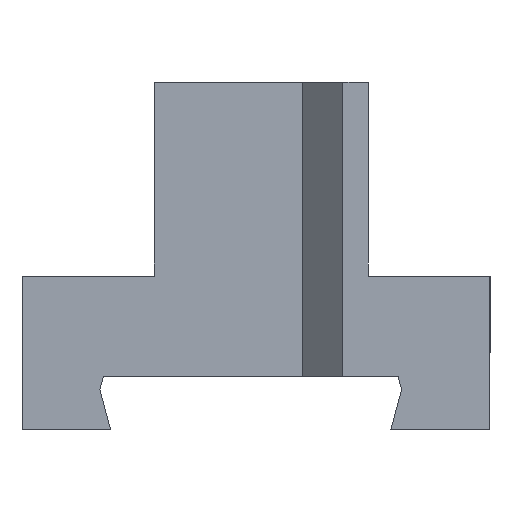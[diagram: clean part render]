
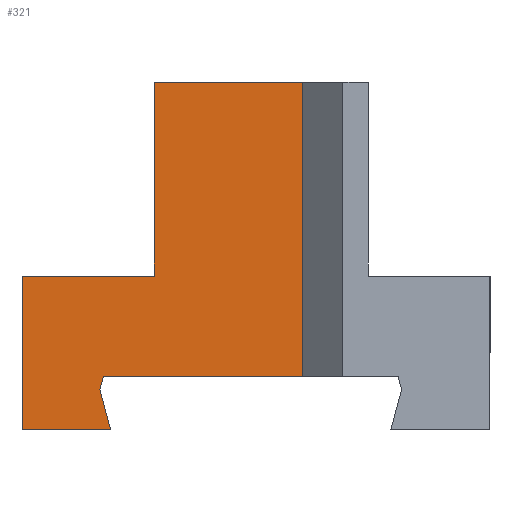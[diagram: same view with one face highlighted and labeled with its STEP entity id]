
A CAD part, left-side view. The second image highlights one B-rep face of the part: STEP entity #321.
In plain terms, the highlighted planar face has unit normal (-1, 0, 0).
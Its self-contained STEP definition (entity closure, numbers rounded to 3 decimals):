
#6 = DIRECTION ( 'NONE',  ( 1., 0., 0. ) ) ;
#13 = LINE ( 'NONE', #436, #290 ) ;
#20 = VECTOR ( 'NONE', #86, 1000. ) ;
#28 = PLANE ( 'NONE',  #396 ) ;
#46 = CARTESIAN_POINT ( 'NONE',  ( -69., -6.2, -72.497 ) ) ;
#55 = CARTESIAN_POINT ( 'NONE',  ( -69., 23.626, -15. ) ) ;
#66 = EDGE_CURVE ( 'NONE', #648, #101, #423, .T. ) ;
#75 = VERTEX_POINT ( 'NONE', #165 ) ;
#86 = DIRECTION ( 'NONE',  ( 0., 0., 1. ) ) ;
#97 = VECTOR ( 'NONE', #318, 1000. ) ;
#101 = VERTEX_POINT ( 'NONE', #555 ) ;
#114 = CARTESIAN_POINT ( 'NONE',  ( -69., 23.626, -15. ) ) ;
#117 = CARTESIAN_POINT ( 'NONE',  ( -69., 16., 29. ) ) ;
#140 = LINE ( 'NONE', #388, #653 ) ;
#149 = EDGE_CURVE ( 'NONE', #454, #648, #523, .T. ) ;
#157 = CARTESIAN_POINT ( 'NONE',  ( -69., 22.554, -23. ) ) ;
#158 = FACE_OUTER_BOUND ( 'NONE', #236, .T. ) ;
#165 = CARTESIAN_POINT ( 'NONE',  ( -69., -6.2, -15. ) ) ;
#174 = CARTESIAN_POINT ( 'NONE',  ( -69., 35.8, -23. ) ) ;
#182 = EDGE_CURVE ( 'NONE', #75, #243, #373, .T. ) ;
#187 = LINE ( 'NONE', #117, #20 ) ;
#190 = VERTEX_POINT ( 'NONE', #300 ) ;
#211 = CARTESIAN_POINT ( 'NONE',  ( -69., -6.2, 29. ) ) ;
#222 = DIRECTION ( 'NONE',  ( 0., 1., 0. ) ) ;
#234 = DIRECTION ( 'NONE',  ( 0., 0., 1. ) ) ;
#236 = EDGE_LOOP ( 'NONE', ( #363, #371, #376, #387, #420, #488, #519, #537, #581 ) ) ;
#243 = VERTEX_POINT ( 'NONE', #211 ) ;
#290 = VECTOR ( 'NONE', #234, 1000. ) ;
#291 = VECTOR ( 'NONE', #594, 1000. ) ;
#299 = EDGE_CURVE ( 'NONE', #517, #497, #187, .T. ) ;
#300 = CARTESIAN_POINT ( 'NONE',  ( -69., 35.8, 0. ) ) ;
#318 = DIRECTION ( 'NONE',  ( 0., 0., 1. ) ) ;
#321 = ADVANCED_FACE ( 'NONE', ( #158 ), #28, .F. ) ;
#334 = DIRECTION ( 'NONE',  ( 0., -1., 0. ) ) ;
#335 = LINE ( 'NONE', #482, #557 ) ;
#354 = EDGE_CURVE ( 'NONE', #467, #101, #140, .T. ) ;
#360 = CARTESIAN_POINT ( 'NONE',  ( -69., -6.2, -72.497 ) ) ;
#363 = ORIENTED_EDGE ( 'NONE', *, *, #182, .T. ) ;
#371 = ORIENTED_EDGE ( 'NONE', *, *, #592, .F. ) ;
#373 = LINE ( 'NONE', #360, #97 ) ;
#376 = ORIENTED_EDGE ( 'NONE', *, *, #299, .F. ) ;
#379 = CARTESIAN_POINT ( 'NONE',  ( -69., 16., 29. ) ) ;
#387 = ORIENTED_EDGE ( 'NONE', *, *, #550, .F. ) ;
#388 = CARTESIAN_POINT ( 'NONE',  ( -69., -6.2, -23. ) ) ;
#389 = CARTESIAN_POINT ( 'NONE',  ( -69., -6.2, 29. ) ) ;
#396 = AXIS2_PLACEMENT_3D ( 'NONE', #46, #6, #535 ) ;
#420 = ORIENTED_EDGE ( 'NONE', *, *, #556, .F. ) ;
#423 = LINE ( 'NONE', #157, #291 ) ;
#427 = DIRECTION ( 'NONE',  ( 0., -1., 0. ) ) ;
#436 = CARTESIAN_POINT ( 'NONE',  ( -69., 35.8, 0. ) ) ;
#442 = DIRECTION ( 'NONE',  ( 0., -1., 0. ) ) ;
#454 = VERTEX_POINT ( 'NONE', #114 ) ;
#455 = DIRECTION ( 'NONE',  ( 0., 0.259, -0.966 ) ) ;
#459 = CARTESIAN_POINT ( 'NONE',  ( -69., 24.162, -17. ) ) ;
#462 = EDGE_CURVE ( 'NONE', #75, #454, #611, .T. ) ;
#467 = VERTEX_POINT ( 'NONE', #174 ) ;
#482 = CARTESIAN_POINT ( 'NONE',  ( -69., 16., 0. ) ) ;
#484 = VECTOR ( 'NONE', #222, 1000. ) ;
#488 = ORIENTED_EDGE ( 'NONE', *, *, #354, .T. ) ;
#495 = CARTESIAN_POINT ( 'NONE',  ( -69., 24.162, -17. ) ) ;
#497 = VERTEX_POINT ( 'NONE', #379 ) ;
#507 = VECTOR ( 'NONE', #455, 1000. ) ;
#517 = VERTEX_POINT ( 'NONE', #576 ) ;
#519 = ORIENTED_EDGE ( 'NONE', *, *, #66, .F. ) ;
#523 = LINE ( 'NONE', #459, #507 ) ;
#535 = DIRECTION ( 'NONE',  ( 0., 0., -1. ) ) ;
#537 = ORIENTED_EDGE ( 'NONE', *, *, #149, .F. ) ;
#550 = EDGE_CURVE ( 'NONE', #190, #517, #335, .T. ) ;
#555 = CARTESIAN_POINT ( 'NONE',  ( -69., 22.554, -23. ) ) ;
#556 = EDGE_CURVE ( 'NONE', #467, #190, #13, .T. ) ;
#557 = VECTOR ( 'NONE', #334, 1000. ) ;
#576 = CARTESIAN_POINT ( 'NONE',  ( -69., 16., 0. ) ) ;
#581 = ORIENTED_EDGE ( 'NONE', *, *, #462, .F. ) ;
#592 = EDGE_CURVE ( 'NONE', #497, #243, #646, .T. ) ;
#594 = DIRECTION ( 'NONE',  ( 0., -0.259, -0.966 ) ) ;
#611 = LINE ( 'NONE', #55, #484 ) ;
#633 = VECTOR ( 'NONE', #442, 1000. ) ;
#646 = LINE ( 'NONE', #389, #633 ) ;
#648 = VERTEX_POINT ( 'NONE', #495 ) ;
#653 = VECTOR ( 'NONE', #427, 1000. ) ;
